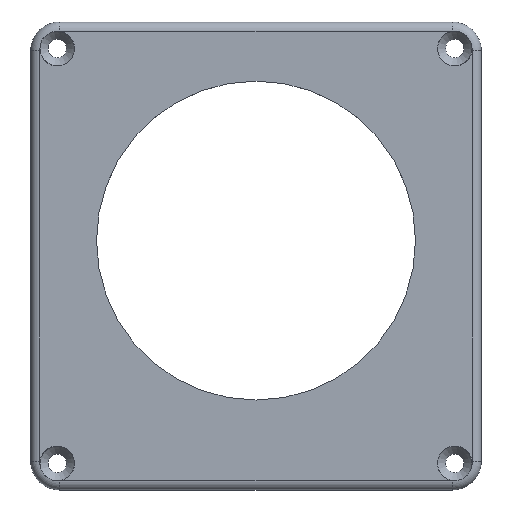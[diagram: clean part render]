
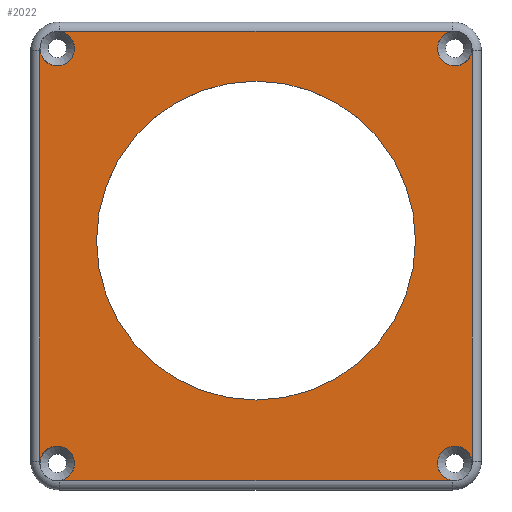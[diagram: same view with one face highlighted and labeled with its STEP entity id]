
A CAD part, top view. The second image highlights one B-rep face of the part: STEP entity #2022.
In plain terms, the highlighted planar face has unit normal (0, 0, 1).
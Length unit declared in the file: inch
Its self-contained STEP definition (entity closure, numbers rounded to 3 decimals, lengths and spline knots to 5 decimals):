
#36=LINE('',#3055,#219);
#37=LINE('',#3086,#220);
#39=LINE('',#3115,#222);
#41=LINE('',#3144,#224);
#219=VECTOR('',#2407,0.3937);
#220=VECTOR('',#2422,0.3937);
#222=VECTOR('',#2438,0.3937);
#224=VECTOR('',#2454,0.3937);
#454=FACE_BOUND('',#598,.T.);
#482=FACE_OUTER_BOUND('',#597,.T.);
#597=EDGE_LOOP('',(#1419,#1420,#1421,#1422,#1423,#1424,#1425,#1426,#1427,
#1428,#1429,#1430,#1431,#1432,#1433,#1434,#1435,#1436));
#598=EDGE_LOOP('',(#1437));
#704=CIRCLE('',#2142,1.38);
#707=CIRCLE('',#2147,0.17);
#710=CIRCLE('',#2150,0.17);
#712=CIRCLE('',#2154,0.17);
#715=CIRCLE('',#2157,0.17);
#717=CIRCLE('',#2161,0.17);
#720=CIRCLE('',#2164,0.17);
#722=CIRCLE('',#2168,0.17);
#724=CIRCLE('',#2170,0.17);
#727=CIRCLE('',#2178,0.15);
#729=CIRCLE('',#2180,0.15);
#730=CIRCLE('',#2182,0.15);
#731=CIRCLE('',#2183,0.15);
#732=CIRCLE('',#2184,0.15);
#733=CIRCLE('',#2185,0.15);
#828=VERTEX_POINT('',#3044);
#829=VERTEX_POINT('',#3048);
#832=VERTEX_POINT('',#3053);
#833=VERTEX_POINT('',#3057);
#835=VERTEX_POINT('',#3071);
#837=VERTEX_POINT('',#3079);
#839=VERTEX_POINT('',#3084);
#840=VERTEX_POINT('',#3089);
#841=VERTEX_POINT('',#3090);
#843=VERTEX_POINT('',#3108);
#845=VERTEX_POINT('',#3113);
#846=VERTEX_POINT('',#3118);
#847=VERTEX_POINT('',#3119);
#849=VERTEX_POINT('',#3137);
#851=VERTEX_POINT('',#3142);
#852=VERTEX_POINT('',#3147);
#854=VERTEX_POINT('',#3153);
#860=VERTEX_POINT('',#3188);
#862=VERTEX_POINT('',#3197);
#1034=EDGE_CURVE('',#828,#828,#704,.T.);
#1038=EDGE_CURVE('',#832,#829,#36,.T.);
#1041=EDGE_CURVE('',#835,#832,#707,.T.);
#1044=EDGE_CURVE('',#837,#833,#710,.T.);
#1046=EDGE_CURVE('',#839,#837,#37,.T.);
#1049=EDGE_CURVE('',#841,#839,#712,.T.);
#1052=EDGE_CURVE('',#843,#840,#715,.T.);
#1054=EDGE_CURVE('',#845,#843,#39,.T.);
#1057=EDGE_CURVE('',#847,#845,#717,.T.);
#1060=EDGE_CURVE('',#849,#846,#720,.T.);
#1062=EDGE_CURVE('',#851,#849,#41,.T.);
#1066=EDGE_CURVE('',#854,#851,#722,.T.);
#1068=EDGE_CURVE('',#829,#852,#724,.T.);
#1078=EDGE_CURVE('',#860,#846,#727,.T.);
#1081=EDGE_CURVE('',#847,#860,#729,.T.);
#1082=EDGE_CURVE('',#854,#852,#730,.T.);
#1083=EDGE_CURVE('',#835,#833,#731,.T.);
#1084=EDGE_CURVE('',#841,#862,#732,.T.);
#1085=EDGE_CURVE('',#862,#840,#733,.T.);
#1419=ORIENTED_EDGE('',*,*,#1052,.F.);
#1420=ORIENTED_EDGE('',*,*,#1054,.F.);
#1421=ORIENTED_EDGE('',*,*,#1057,.F.);
#1422=ORIENTED_EDGE('',*,*,#1081,.T.);
#1423=ORIENTED_EDGE('',*,*,#1078,.T.);
#1424=ORIENTED_EDGE('',*,*,#1060,.F.);
#1425=ORIENTED_EDGE('',*,*,#1062,.F.);
#1426=ORIENTED_EDGE('',*,*,#1066,.F.);
#1427=ORIENTED_EDGE('',*,*,#1082,.T.);
#1428=ORIENTED_EDGE('',*,*,#1068,.F.);
#1429=ORIENTED_EDGE('',*,*,#1038,.F.);
#1430=ORIENTED_EDGE('',*,*,#1041,.F.);
#1431=ORIENTED_EDGE('',*,*,#1083,.T.);
#1432=ORIENTED_EDGE('',*,*,#1044,.F.);
#1433=ORIENTED_EDGE('',*,*,#1046,.F.);
#1434=ORIENTED_EDGE('',*,*,#1049,.F.);
#1435=ORIENTED_EDGE('',*,*,#1084,.T.);
#1436=ORIENTED_EDGE('',*,*,#1085,.T.);
#1437=ORIENTED_EDGE('',*,*,#1034,.T.);
#1959=PLANE('',#2181);
#2022=ADVANCED_FACE('',(#482,#454),#1959,.T.);
#2142=AXIS2_PLACEMENT_3D('',#3046,#2398,#2399);
#2147=AXIS2_PLACEMENT_3D('',#3076,#2410,#2411);
#2150=AXIS2_PLACEMENT_3D('',#3081,#2416,#2417);
#2154=AXIS2_PLACEMENT_3D('',#3105,#2426,#2427);
#2157=AXIS2_PLACEMENT_3D('',#3110,#2432,#2433);
#2161=AXIS2_PLACEMENT_3D('',#3134,#2442,#2443);
#2164=AXIS2_PLACEMENT_3D('',#3139,#2448,#2449);
#2168=AXIS2_PLACEMENT_3D('',#3166,#2458,#2459);
#2170=AXIS2_PLACEMENT_3D('',#3168,#2462,#2463);
#2178=AXIS2_PLACEMENT_3D('',#3189,#2485,#2486);
#2180=AXIS2_PLACEMENT_3D('',#3193,#2490,#2491);
#2181=AXIS2_PLACEMENT_3D('',#3194,#2492,#2493);
#2182=AXIS2_PLACEMENT_3D('',#3195,#2494,#2495);
#2183=AXIS2_PLACEMENT_3D('',#3196,#2496,#2497);
#2184=AXIS2_PLACEMENT_3D('',#3198,#2498,#2499);
#2185=AXIS2_PLACEMENT_3D('',#3199,#2500,#2501);
#2398=DIRECTION('center_axis',(0.,0.,-1.));
#2399=DIRECTION('ref_axis',(1.,0.,0.));
#2407=DIRECTION('',(0.,1.,0.));
#2410=DIRECTION('center_axis',(0.,0.,-1.));
#2411=DIRECTION('ref_axis',(-0.707,-0.707,0.));
#2416=DIRECTION('center_axis',(0.,0.,-1.));
#2417=DIRECTION('ref_axis',(-0.707,-0.707,0.));
#2422=DIRECTION('',(-1.,0.,0.));
#2426=DIRECTION('center_axis',(0.,0.,-1.));
#2427=DIRECTION('ref_axis',(0.707,-0.707,0.));
#2432=DIRECTION('center_axis',(0.,0.,-1.));
#2433=DIRECTION('ref_axis',(0.707,-0.707,0.));
#2438=DIRECTION('',(0.,-1.,0.));
#2442=DIRECTION('center_axis',(0.,0.,-1.));
#2443=DIRECTION('ref_axis',(0.707,0.707,0.));
#2448=DIRECTION('center_axis',(0.,0.,-1.));
#2449=DIRECTION('ref_axis',(0.707,0.707,0.));
#2454=DIRECTION('',(1.,0.,0.));
#2458=DIRECTION('center_axis',(0.,0.,-1.));
#2459=DIRECTION('ref_axis',(-0.707,0.707,0.));
#2462=DIRECTION('center_axis',(0.,0.,-1.));
#2463=DIRECTION('ref_axis',(-0.707,0.707,0.));
#2485=DIRECTION('center_axis',(0.,0.,-1.));
#2486=DIRECTION('ref_axis',(1.,0.,0.));
#2490=DIRECTION('center_axis',(0.,0.,-1.));
#2491=DIRECTION('ref_axis',(1.,0.,0.));
#2492=DIRECTION('center_axis',(0.,0.,1.));
#2493=DIRECTION('ref_axis',(1.,0.,0.));
#2494=DIRECTION('center_axis',(0.,0.,-1.));
#2495=DIRECTION('ref_axis',(1.,0.,0.));
#2496=DIRECTION('center_axis',(0.,0.,-1.));
#2497=DIRECTION('ref_axis',(1.,0.,0.));
#2498=DIRECTION('center_axis',(0.,0.,-1.));
#2499=DIRECTION('ref_axis',(1.,0.,0.));
#2500=DIRECTION('center_axis',(0.,0.,-1.));
#2501=DIRECTION('ref_axis',(1.,0.,0.));
#3044=CARTESIAN_POINT('',(0.57,2.158,0.285));
#3046=CARTESIAN_POINT('Origin',(1.95,2.158,0.285));
#3048=CARTESIAN_POINT('',(0.08,3.8,0.285));
#3053=CARTESIAN_POINT('',(0.08,0.25,0.285));
#3055=CARTESIAN_POINT('',(0.08,2.9125,0.285));
#3057=CARTESIAN_POINT('',(0.23969,0.08031,0.285));
#3071=CARTESIAN_POINT('',(0.08031,0.23969,0.285));
#3076=CARTESIAN_POINT('Origin',(0.25,0.25,0.285));
#3079=CARTESIAN_POINT('',(0.25,0.08,0.285));
#3081=CARTESIAN_POINT('Origin',(0.25,0.25,0.285));
#3084=CARTESIAN_POINT('',(3.65,0.08,0.285));
#3086=CARTESIAN_POINT('',(1.1,0.08,0.285));
#3089=CARTESIAN_POINT('',(3.81969,0.23969,0.285));
#3090=CARTESIAN_POINT('',(3.66031,0.08031,0.285));
#3105=CARTESIAN_POINT('Origin',(3.65,0.25,0.285));
#3108=CARTESIAN_POINT('',(3.82,0.25,0.285));
#3110=CARTESIAN_POINT('Origin',(3.65,0.25,0.285));
#3113=CARTESIAN_POINT('',(3.82,3.8,0.285));
#3115=CARTESIAN_POINT('',(3.82,1.1375,0.285));
#3118=CARTESIAN_POINT('',(3.66031,3.96969,0.285));
#3119=CARTESIAN_POINT('',(3.81969,3.81031,0.285));
#3134=CARTESIAN_POINT('Origin',(3.65,3.8,0.285));
#3137=CARTESIAN_POINT('',(3.65,3.97,0.285));
#3139=CARTESIAN_POINT('Origin',(3.65,3.8,0.285));
#3142=CARTESIAN_POINT('',(0.25,3.97,0.285));
#3144=CARTESIAN_POINT('',(2.8,3.97,0.285));
#3147=CARTESIAN_POINT('',(0.08031,3.81031,0.285));
#3153=CARTESIAN_POINT('',(0.23969,3.96969,0.285));
#3166=CARTESIAN_POINT('Origin',(0.25,3.8,0.285));
#3168=CARTESIAN_POINT('Origin',(0.25,3.8,0.285));
#3188=CARTESIAN_POINT('',(3.52,3.82,0.285));
#3189=CARTESIAN_POINT('Origin',(3.67,3.82,0.285));
#3193=CARTESIAN_POINT('Origin',(3.67,3.82,0.285));
#3194=CARTESIAN_POINT('Origin',(1.95,2.025,0.285));
#3195=CARTESIAN_POINT('Origin',(0.23,3.82,0.285));
#3196=CARTESIAN_POINT('Origin',(0.23,0.23,0.285));
#3197=CARTESIAN_POINT('',(3.52,0.23,0.285));
#3198=CARTESIAN_POINT('Origin',(3.67,0.23,0.285));
#3199=CARTESIAN_POINT('Origin',(3.67,0.23,0.285));
